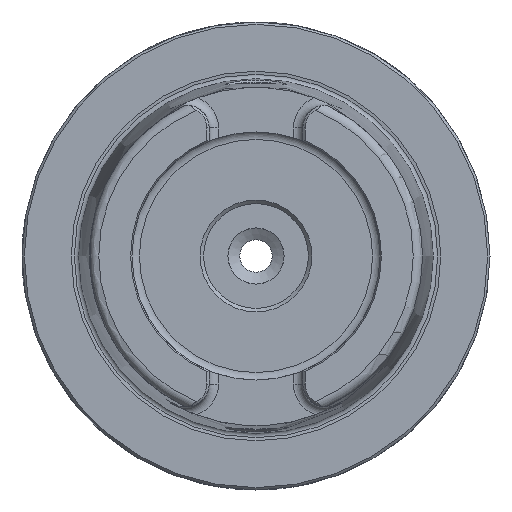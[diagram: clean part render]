
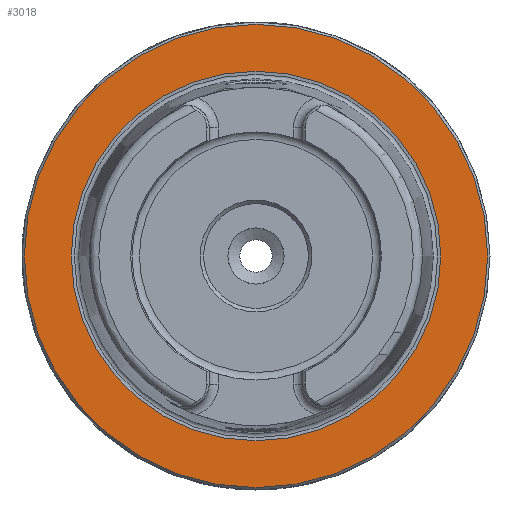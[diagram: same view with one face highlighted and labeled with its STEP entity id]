
A CAD part, left-side view. The second image highlights one B-rep face of the part: STEP entity #3018.
In plain terms, the highlighted planar face has unit normal (-1, 0, 0).
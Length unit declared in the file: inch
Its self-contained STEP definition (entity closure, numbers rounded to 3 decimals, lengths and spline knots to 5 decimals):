
#130=FACE_BOUND('',#523,.T.);
#243=PLANE('',#3273);
#351=FACE_OUTER_BOUND('',#522,.T.);
#522=EDGE_LOOP('',(#2347));
#523=EDGE_LOOP('',(#2348,#2349));
#997=CIRCLE('',#3272,1.94882);
#998=CIRCLE('',#3274,1.55442);
#999=CIRCLE('',#3275,1.55442);
#1301=VERTEX_POINT('',#6272);
#1302=VERTEX_POINT('',#6276);
#1303=VERTEX_POINT('',#6277);
#1682=EDGE_CURVE('',#1301,#1301,#997,.T.);
#1683=EDGE_CURVE('',#1302,#1303,#998,.T.);
#1684=EDGE_CURVE('',#1303,#1302,#999,.T.);
#2347=ORIENTED_EDGE('',*,*,#1682,.F.);
#2348=ORIENTED_EDGE('',*,*,#1683,.T.);
#2349=ORIENTED_EDGE('',*,*,#1684,.T.);
#3018=ADVANCED_FACE('',(#351,#130),#243,.T.);
#3272=AXIS2_PLACEMENT_3D('',#6274,#3860,#3861);
#3273=AXIS2_PLACEMENT_3D('',#6275,#3862,#3863);
#3274=AXIS2_PLACEMENT_3D('',#6278,#3864,#3865);
#3275=AXIS2_PLACEMENT_3D('',#6279,#3866,#3867);
#3860=DIRECTION('center_axis',(1.,0.,0.));
#3861=DIRECTION('ref_axis',(0.,-1.,0.));
#3862=DIRECTION('center_axis',(-1.,0.,0.));
#3863=DIRECTION('ref_axis',(0.,0.,1.));
#3864=DIRECTION('center_axis',(1.,0.,0.));
#3865=DIRECTION('ref_axis',(0.,1.,0.));
#3866=DIRECTION('center_axis',(1.,0.,0.));
#3867=DIRECTION('ref_axis',(0.,1.,0.));
#6272=CARTESIAN_POINT('',(0.,1.94882,0.));
#6274=CARTESIAN_POINT('Origin',(0.,0.,0.));
#6275=CARTESIAN_POINT('Origin',(0.,0.98425,0.));
#6276=CARTESIAN_POINT('',(0.,1.55442,0.));
#6277=CARTESIAN_POINT('',(0.,-1.55442,0.));
#6278=CARTESIAN_POINT('Origin',(0.,0.,0.));
#6279=CARTESIAN_POINT('Origin',(0.,0.,0.));
